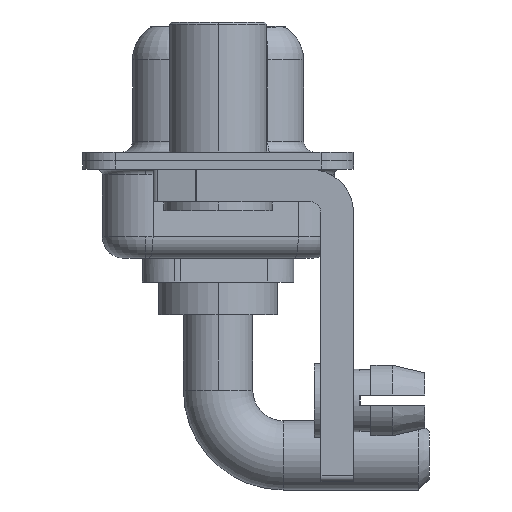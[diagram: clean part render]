
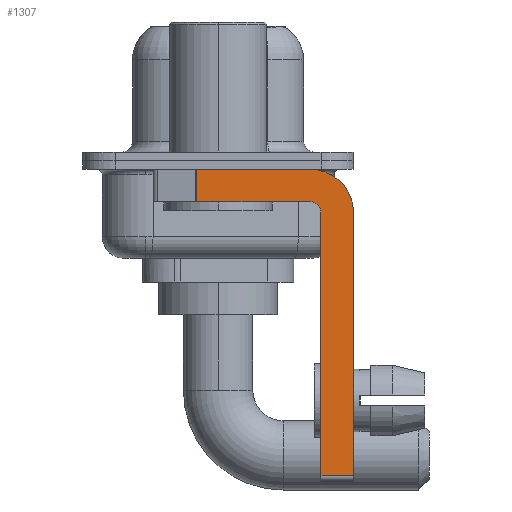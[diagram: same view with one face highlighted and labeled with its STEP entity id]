
A CAD part, left-side view. The second image highlights one B-rep face of the part: STEP entity #1307.
In plain terms, the highlighted planar face has unit normal (-1, 0, 0).
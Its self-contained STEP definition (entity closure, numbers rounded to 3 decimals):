
#108 = EDGE_CURVE ( 'NONE', #796, #7951, #6448, .T. ) ;
#332 = ORIENTED_EDGE ( 'NONE', *, *, #11185, .T. ) ;
#548 = LINE ( 'NONE', #3286, #15231 ) ;
#580 = CARTESIAN_POINT ( 'NONE',  ( -2.9, 0.978, -0.4 ) ) ;
#607 = DIRECTION ( 'NONE',  ( -1., 0., 0. ) ) ;
#636 = CARTESIAN_POINT ( 'NONE',  ( -2.9, -6.25, -14.55 ) ) ;
#796 = VERTEX_POINT ( 'NONE', #13149 ) ;
#954 = CARTESIAN_POINT ( 'NONE',  ( -2.9, -4.25, -0.4 ) ) ;
#1307 = ADVANCED_FACE ( 'NONE', ( #14764 ), #1927, .F. ) ;
#1523 = CIRCLE ( 'NONE', #3658, 2. ) ;
#1596 = ORIENTED_EDGE ( 'NONE', *, *, #3610, .F. ) ;
#1887 = CARTESIAN_POINT ( 'NONE',  ( -2.9, 0.978, -1.9 ) ) ;
#1927 = PLANE ( 'NONE',  #12906 ) ;
#2364 = LINE ( 'NONE', #12416, #9388 ) ;
#2510 = EDGE_CURVE ( 'NONE', #14971, #13547, #3490, .T. ) ;
#2878 = ORIENTED_EDGE ( 'NONE', *, *, #108, .F. ) ;
#3037 = ORIENTED_EDGE ( 'NONE', *, *, #12959, .T. ) ;
#3186 = CARTESIAN_POINT ( 'NONE',  ( -2.9, -4.25, -2.4 ) ) ;
#3286 = CARTESIAN_POINT ( 'NONE',  ( -2.9, -4.25, -14.55 ) ) ;
#3490 = CIRCLE ( 'NONE', #12939, 0.5 ) ;
#3537 = CARTESIAN_POINT ( 'NONE',  ( -2.9, -4.75, -2.4 ) ) ;
#3605 = DIRECTION ( 'NONE',  ( 0., 1., 0. ) ) ;
#3610 = EDGE_CURVE ( 'NONE', #13547, #9950, #12096, .T. ) ;
#3640 = DIRECTION ( 'NONE',  ( 0., 0., -1. ) ) ;
#3658 = AXIS2_PLACEMENT_3D ( 'NONE', #10120, #3870, #11608 ) ;
#3696 = ORIENTED_EDGE ( 'NONE', *, *, #12678, .F. ) ;
#3699 = DIRECTION ( 'NONE',  ( 0., 0., 1. ) ) ;
#3870 = DIRECTION ( 'NONE',  ( 1., 0., 0. ) ) ;
#4784 = LINE ( 'NONE', #7197, #8687 ) ;
#4861 = VECTOR ( 'NONE', #10536, 1000. ) ;
#5696 = CARTESIAN_POINT ( 'NONE',  ( -2.9, -6.25, -2.4 ) ) ;
#6202 = DIRECTION ( 'NONE',  ( 1., 0., 0. ) ) ;
#6448 = LINE ( 'NONE', #5696, #4861 ) ;
#6944 = DIRECTION ( 'NONE',  ( 0., 0., -1. ) ) ;
#7197 = CARTESIAN_POINT ( 'NONE',  ( -2.9, 3., -0.4 ) ) ;
#7566 = VERTEX_POINT ( 'NONE', #580 ) ;
#7744 = EDGE_LOOP ( 'NONE', ( #3696, #332, #1596, #9966, #12356, #3037, #2878, #14168 ) ) ;
#7899 = DIRECTION ( 'NONE',  ( 0., 0., 1. ) ) ;
#7951 = VERTEX_POINT ( 'NONE', #636 ) ;
#8092 = VERTEX_POINT ( 'NONE', #954 ) ;
#8182 = EDGE_CURVE ( 'NONE', #12058, #14971, #2364, .T. ) ;
#8336 = DIRECTION ( 'NONE',  ( 0., -1., 0. ) ) ;
#8687 = VECTOR ( 'NONE', #13740, 1000. ) ;
#9388 = VECTOR ( 'NONE', #3699, 1000. ) ;
#9407 = LINE ( 'NONE', #1887, #14183 ) ;
#9446 = CARTESIAN_POINT ( 'NONE',  ( -2.9, -4.25, -2.4 ) ) ;
#9950 = VERTEX_POINT ( 'NONE', #15766 ) ;
#9966 = ORIENTED_EDGE ( 'NONE', *, *, #2510, .F. ) ;
#10120 = CARTESIAN_POINT ( 'NONE',  ( -2.9, -4.25, -2.4 ) ) ;
#10536 = DIRECTION ( 'NONE',  ( 0., 0., -1. ) ) ;
#10613 = CARTESIAN_POINT ( 'NONE',  ( -2.9, -4.25, -1.9 ) ) ;
#11185 = EDGE_CURVE ( 'NONE', #7566, #9950, #9407, .T. ) ;
#11608 = DIRECTION ( 'NONE',  ( 0., 0., -1. ) ) ;
#12058 = VERTEX_POINT ( 'NONE', #12134 ) ;
#12096 = LINE ( 'NONE', #16181, #12448 ) ;
#12134 = CARTESIAN_POINT ( 'NONE',  ( -2.9, -4.75, -14.55 ) ) ;
#12356 = ORIENTED_EDGE ( 'NONE', *, *, #8182, .F. ) ;
#12416 = CARTESIAN_POINT ( 'NONE',  ( -2.9, -4.75, -14.8 ) ) ;
#12448 = VECTOR ( 'NONE', #3605, 1000. ) ;
#12678 = EDGE_CURVE ( 'NONE', #7566, #8092, #4784, .T. ) ;
#12812 = EDGE_CURVE ( 'NONE', #8092, #796, #1523, .T. ) ;
#12906 = AXIS2_PLACEMENT_3D ( 'NONE', #9446, #6202, #3640 ) ;
#12939 = AXIS2_PLACEMENT_3D ( 'NONE', #3186, #607, #7899 ) ;
#12959 = EDGE_CURVE ( 'NONE', #12058, #7951, #548, .T. ) ;
#13149 = CARTESIAN_POINT ( 'NONE',  ( -2.9, -6.25, -2.4 ) ) ;
#13547 = VERTEX_POINT ( 'NONE', #10613 ) ;
#13740 = DIRECTION ( 'NONE',  ( 0., -1., 0. ) ) ;
#14168 = ORIENTED_EDGE ( 'NONE', *, *, #12812, .F. ) ;
#14183 = VECTOR ( 'NONE', #6944, 1000. ) ;
#14764 = FACE_OUTER_BOUND ( 'NONE', #7744, .T. ) ;
#14971 = VERTEX_POINT ( 'NONE', #3537 ) ;
#15231 = VECTOR ( 'NONE', #8336, 1000. ) ;
#15766 = CARTESIAN_POINT ( 'NONE',  ( -2.9, 0.978, -1.9 ) ) ;
#16181 = CARTESIAN_POINT ( 'NONE',  ( -2.9, -4.25, -1.9 ) ) ;
